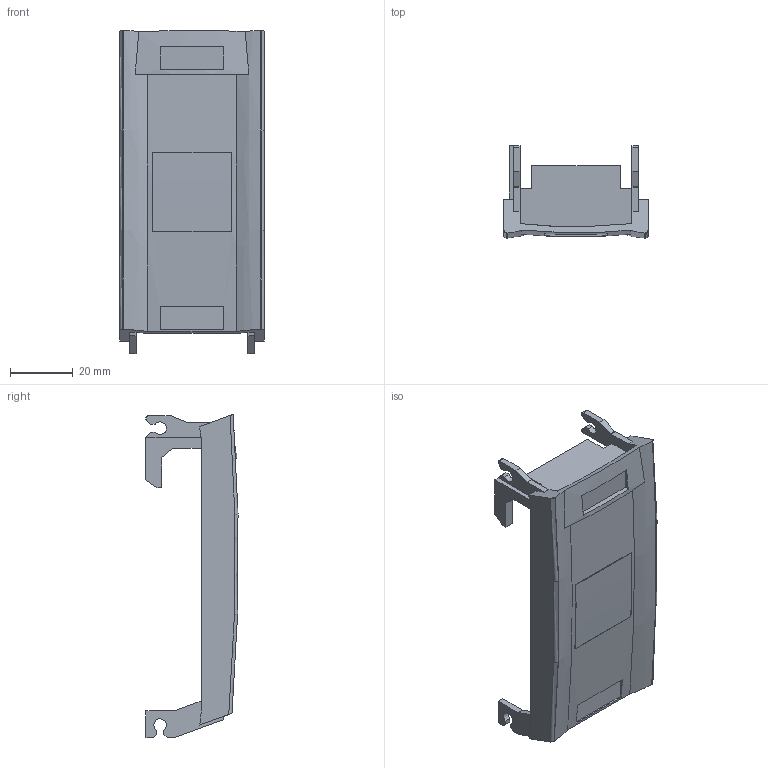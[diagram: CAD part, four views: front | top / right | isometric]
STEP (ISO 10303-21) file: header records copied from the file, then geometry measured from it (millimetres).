
FILE_DESCRIPTION(('no description'),'unknown implementation level');
FILE_NAME('3KF92120CB00_3D_v.stp',' ',('SIEMENS A&D'),('CADClick - KiM GmbH - www.kimweb.de'),'unknown preprocess','ACIS','unknown authorization');
FILE_SCHEMA(('automotive_design'));
Length unit declared in the file: millimetre
Products named in the file (1): 1
Bounding box: 46 x 29.27 x 102.8 mm (x, y, z)
Volume: 19362.4 mm3; surface area: 16049.7 mm2
Topology: 1 solids, 1 shells, 126 faces, 361 edges, 240 vertices
Faces by surface type: plane 86, cylinder 31, torus 8, cone 1
Entity records: 8505 total; most frequent: CARTESIAN_POINT 1142, STYLED_ITEM 728, PRESENTATION_STYLE_ASSIGNMENT 728, COLOUR_RGB 728, ORIENTED_EDGE 722, DIRECTION 668, EDGE_CURVE 361, CURVE_STYLE 361
